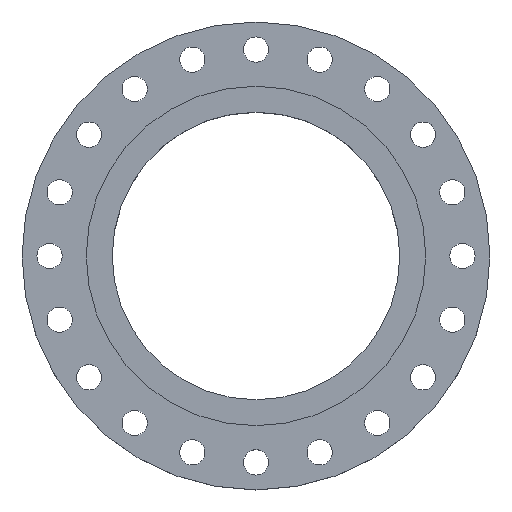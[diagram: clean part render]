
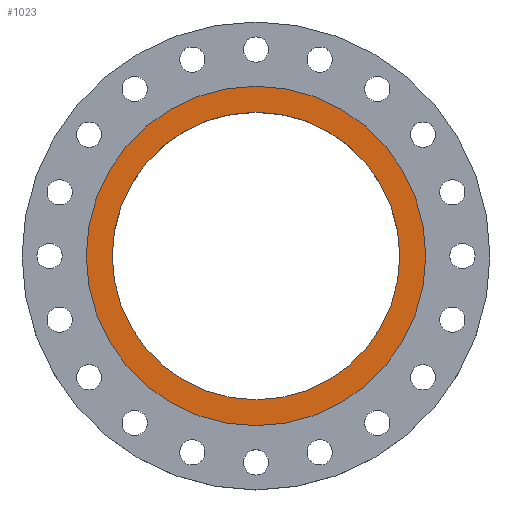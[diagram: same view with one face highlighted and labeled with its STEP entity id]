
A CAD part, top view. The second image highlights one B-rep face of the part: STEP entity #1023.
In plain terms, the highlighted planar face has unit normal (0, 0, 1).
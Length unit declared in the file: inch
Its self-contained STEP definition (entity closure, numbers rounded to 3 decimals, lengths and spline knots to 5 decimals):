
#12 = ORIENTED_EDGE ( 'NONE', *, *, #1154, .T. ) ;
#30 = CARTESIAN_POINT ( 'NONE',  ( 0., 0., 0. ) ) ;
#36 = DIRECTION ( 'NONE',  ( 0., 0., 1. ) ) ;
#115 = CARTESIAN_POINT ( 'NONE',  ( -7.835, 0., 0. ) ) ;
#129 = CARTESIAN_POINT ( 'NONE',  ( 0., 0., 0. ) ) ;
#251 = PLANE ( 'NONE',  #715 ) ;
#293 = CARTESIAN_POINT ( 'NONE',  ( 0., 7.835, 0. ) ) ;
#359 = DIRECTION ( 'NONE',  ( 1., 0., 0. ) ) ;
#404 = EDGE_CURVE ( 'NONE', #1387, #1001, #1620, .T. ) ;
#446 = DIRECTION ( 'NONE',  ( 0., 0., -1. ) ) ;
#477 = ORIENTED_EDGE ( 'NONE', *, *, #404, .F. ) ;
#482 = AXIS2_PLACEMENT_3D ( 'NONE', #1080, #1693, #1864 ) ;
#540 = EDGE_LOOP ( 'NONE', ( #477, #547 ) ) ;
#547 = ORIENTED_EDGE ( 'NONE', *, *, #607, .F. ) ;
#549 = AXIS2_PLACEMENT_3D ( 'NONE', #30, #36, #1298 ) ;
#589 = CIRCLE ( 'NONE', #1279, 9.25 ) ;
#607 = EDGE_CURVE ( 'NONE', #1001, #1387, #1340, .T. ) ;
#613 = FACE_OUTER_BOUND ( 'NONE', #1667, .T. ) ;
#630 = VERTEX_POINT ( 'NONE', #1319 ) ;
#715 = AXIS2_PLACEMENT_3D ( 'NONE', #293, #446, #1237 ) ;
#1001 = VERTEX_POINT ( 'NONE', #115 ) ;
#1023 = ADVANCED_FACE ( 'NONE', ( #1843, #613 ), #251, .F. ) ;
#1028 = CARTESIAN_POINT ( 'NONE',  ( 7.835, 0., 0. ) ) ;
#1040 = VERTEX_POINT ( 'NONE', #1553 ) ;
#1080 = CARTESIAN_POINT ( 'NONE',  ( 0., 0., 0. ) ) ;
#1154 = EDGE_CURVE ( 'NONE', #630, #1040, #589, .T. ) ;
#1237 = DIRECTION ( 'NONE',  ( -1., 0., 0. ) ) ;
#1279 = AXIS2_PLACEMENT_3D ( 'NONE', #1346, #1322, #359 ) ;
#1298 = DIRECTION ( 'NONE',  ( 1., 0., 0. ) ) ;
#1319 = CARTESIAN_POINT ( 'NONE',  ( 9.25, 0., 0. ) ) ;
#1322 = DIRECTION ( 'NONE',  ( 0., 0., 1. ) ) ;
#1340 = CIRCLE ( 'NONE', #549, 7.835 ) ;
#1346 = CARTESIAN_POINT ( 'NONE',  ( 0., 0., 0. ) ) ;
#1372 = CIRCLE ( 'NONE', #482, 9.25 ) ;
#1387 = VERTEX_POINT ( 'NONE', #1028 ) ;
#1389 = DIRECTION ( 'NONE',  ( 0., 0., 1. ) ) ;
#1553 = CARTESIAN_POINT ( 'NONE',  ( -9.25, 0., 0. ) ) ;
#1588 = EDGE_CURVE ( 'NONE', #1040, #630, #1372, .T. ) ;
#1620 = CIRCLE ( 'NONE', #2027, 7.835 ) ;
#1667 = EDGE_LOOP ( 'NONE', ( #12, #1791 ) ) ;
#1670 = DIRECTION ( 'NONE',  ( 1., 0., 0. ) ) ;
#1693 = DIRECTION ( 'NONE',  ( 0., 0., 1. ) ) ;
#1791 = ORIENTED_EDGE ( 'NONE', *, *, #1588, .T. ) ;
#1843 = FACE_BOUND ( 'NONE', #540, .T. ) ;
#1864 = DIRECTION ( 'NONE',  ( 1., 0., 0. ) ) ;
#2027 = AXIS2_PLACEMENT_3D ( 'NONE', #129, #1389, #1670 ) ;
